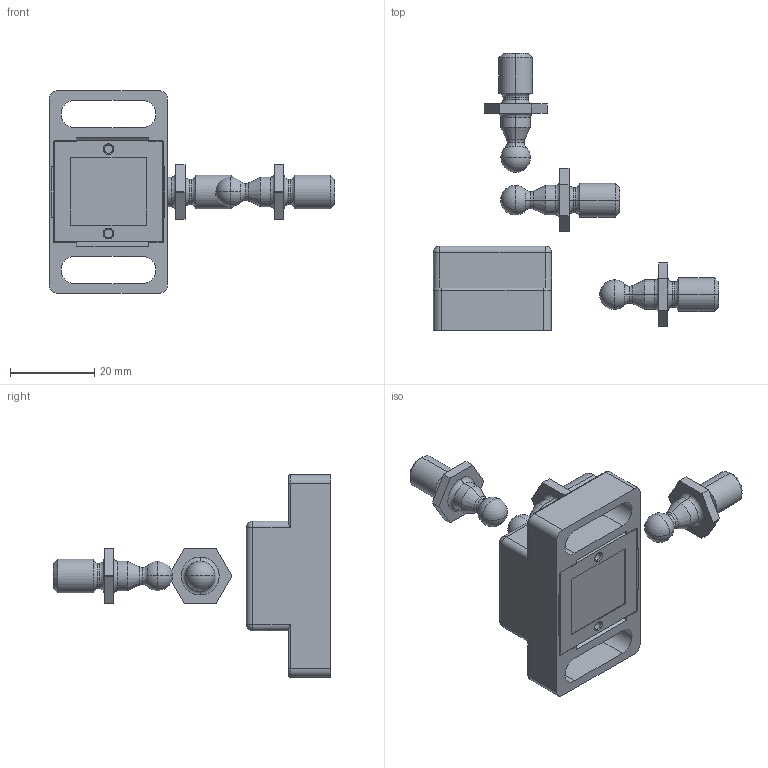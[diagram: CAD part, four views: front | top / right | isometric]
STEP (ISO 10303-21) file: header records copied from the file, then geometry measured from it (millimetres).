
FILE_DESCRIPTION (( 'STEP AP203' ), '1' );
FILE_NAME ('151157.step', '2021-06-03T16:29:42', ( '' ), ( '' ), 'SwSTEP 2.0', 'SolidWorks 2021', '' );
FILE_SCHEMA (( 'CONFIG_CONTROL_DESIGN' ));
Length unit declared in the file: millimetre
Products named in the file (1): 151157
Bounding box: 67.6 x 65.69 x 48 mm (x, y, z)
Volume: 15436.3 mm3; surface area: 13635.8 mm2
Topology: 7 solids, 7 shells, 532 faces, 1288 edges, 747 vertices
Faces by surface type: cylinder 191, plane 165, torus 88, sphere 47, bspline 21, cone 20
Entity records: 15821 total; most frequent: CARTESIAN_POINT 3442, DIRECTION 2745, ORIENTED_EDGE 2488, EDGE_CURVE 1244, AXIS2_PLACEMENT_3D 1059, VERTEX_POINT 741, LINE 627, VECTOR 627
